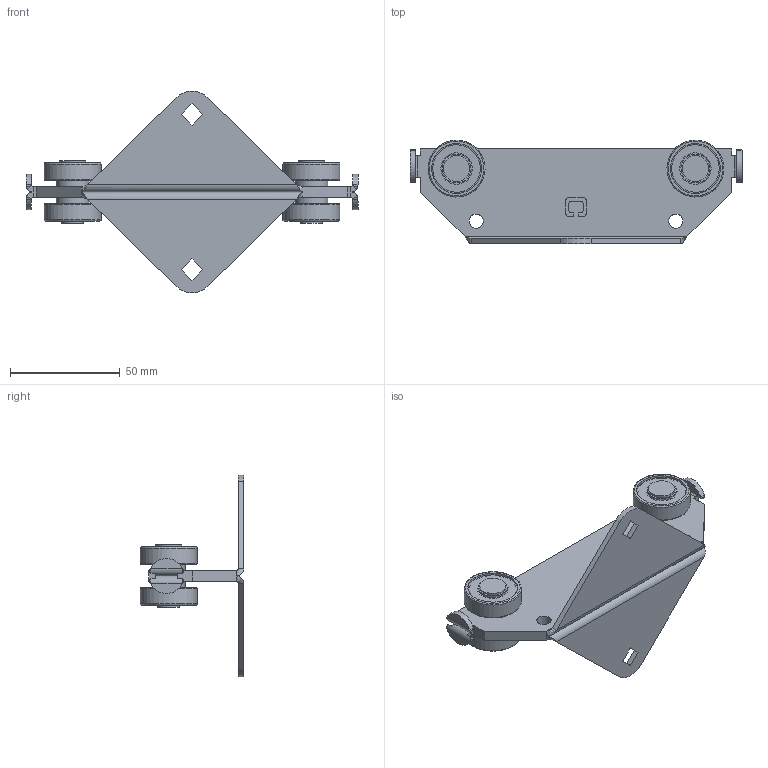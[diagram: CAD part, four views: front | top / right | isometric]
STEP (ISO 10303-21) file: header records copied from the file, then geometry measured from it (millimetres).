
FILE_DESCRIPTION(('STEP AP203'), '1');
FILE_NAME('ÐË311.100.RC35 Òåëåæêà', '', ('UNSPECIFIED'), ('UNSPECIFIED'), 'ASCON STEP Converter 1.3', 'ASCON Math Kernel', '');
FILE_SCHEMA(('CONFIG_CONTROL_DESIGN'));
Length unit declared in the file: millimetre
Products named in the file (1): 311.100.RC35 Òåëåæêà
Bounding box: 151.5 x 47.3 x 92.07 mm (x, y, z)
Volume: 51276.2 mm3; surface area: 36145.7 mm2
Topology: 1 solids, 11 shells, 257 faces, 559 edges, 348 vertices
Faces by surface type: plane 121, cylinder 90, torus 26, bspline 20
Full cylindrical faces by diameter (mm): 6.5 x2, 10 x8, 11 x4, 12 x2, 13.2 x8, 14.32 x8, 15 x4, 21.68 x8, 22.8 x8, 26 x4
Entity records: 9397 total; most frequent: CARTESIAN_POINT 1935, DIRECTION 1111, ORIENTED_EDGE 954, EDGE_CURVE 477, AXIS2_PLACEMENT_3D 436, EDGE_LOOP 391, VERTEX_POINT 348, COLOUR_RGB 258
